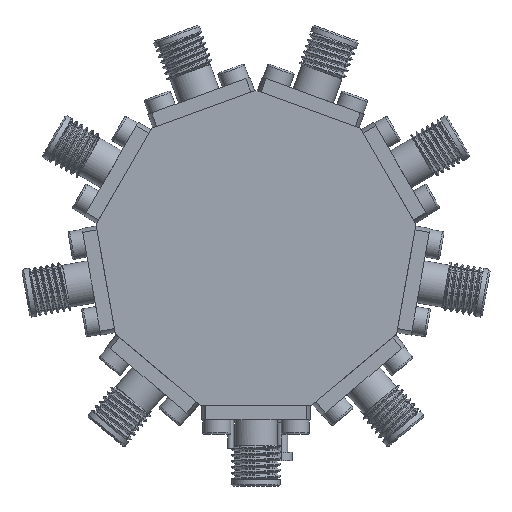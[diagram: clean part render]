
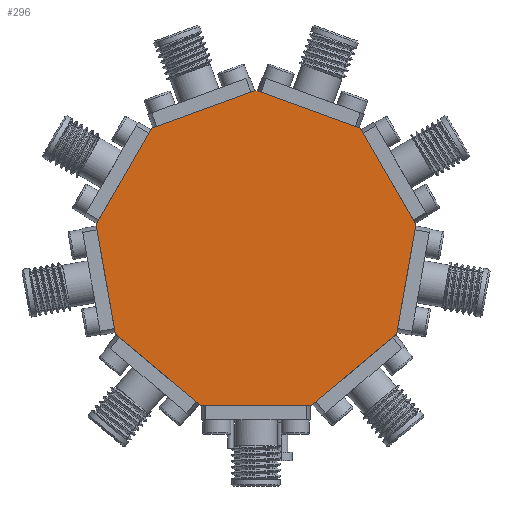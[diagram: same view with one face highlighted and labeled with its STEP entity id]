
A CAD part, top view. The second image highlights one B-rep face of the part: STEP entity #296.
In plain terms, the highlighted planar face has unit normal (0, 0, 1).
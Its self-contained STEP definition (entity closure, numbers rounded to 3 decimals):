
#149 = VERTEX_POINT ( 'NONE', #7380 ) ;
#296 = ADVANCED_FACE ( 'NONE', ( #38215 ), #24333, .T. ) ;
#466 = VERTEX_POINT ( 'NONE', #44037 ) ;
#1697 = EDGE_CURVE ( 'NONE', #466, #41064, #40182, .T. ) ;
#1836 = CARTESIAN_POINT ( 'NONE',  ( 154.388, -246.505, 12. ) ) ;
#2196 = EDGE_CURVE ( 'NONE', #3642, #40083, #38071, .T. ) ;
#2612 = LINE ( 'NONE', #36528, #41942 ) ;
#2697 = CARTESIAN_POINT ( 'NONE',  ( 144.405, -238.129, 12. ) ) ;
#3210 = CARTESIAN_POINT ( 'NONE',  ( 0., 0., 12. ) ) ;
#3642 = VERTEX_POINT ( 'NONE', #21347 ) ;
#4483 = DIRECTION ( 'NONE',  ( -0.5, 0.866, 0. ) ) ;
#7380 = CARTESIAN_POINT ( 'NONE',  ( 173.148, -214.011, 12. ) ) ;
#7858 = ORIENTED_EDGE ( 'NONE', *, *, #27649, .T. ) ;
#7890 = LINE ( 'NONE', #49543, #12792 ) ;
#8123 = DIRECTION ( 'NONE',  ( -0.94, -0.342, 0. ) ) ;
#9909 = ORIENTED_EDGE ( 'NONE', *, *, #43863, .T. ) ;
#11490 = EDGE_CURVE ( 'NONE', #149, #466, #7890, .T. ) ;
#12792 = VECTOR ( 'NONE', #41804, 1000. ) ;
#12800 = DIRECTION ( 'NONE',  ( 0.174, 0.985, 0. ) ) ;
#14245 = ORIENTED_EDGE ( 'NONE', *, *, #1697, .T. ) ;
#16731 = ORIENTED_EDGE ( 'NONE', *, *, #47904, .T. ) ;
#16996 = LINE ( 'NONE', #46452, #41907 ) ;
#17230 = VERTEX_POINT ( 'NONE', #45158 ) ;
#17265 = LINE ( 'NONE', #34207, #29411 ) ;
#18203 = LINE ( 'NONE', #27076, #24883 ) ;
#19488 = CARTESIAN_POINT ( 'NONE',  ( 179.664, -225.296, 12. ) ) ;
#20612 = ORIENTED_EDGE ( 'NONE', *, *, #39430, .T. ) ;
#21033 = LINE ( 'NONE', #29350, #54204 ) ;
#21229 = AXIS2_PLACEMENT_3D ( 'NONE', #3210, #37957, #29618 ) ;
#21332 = EDGE_LOOP ( 'NONE', ( #52771, #26953, #29236, #9909, #50746, #14245, #7858, #16731, #20612 ) ) ;
#21347 = CARTESIAN_POINT ( 'NONE',  ( 177.401, -238.129, 12. ) ) ;
#24333 = PLANE ( 'NONE',  #21229 ) ;
#24883 = VECTOR ( 'NONE', #30962, 1000. ) ;
#26529 = VECTOR ( 'NONE', #8123, 1000. ) ;
#26953 = ORIENTED_EDGE ( 'NONE', *, *, #40797, .T. ) ;
#27076 = CARTESIAN_POINT ( 'NONE',  ( 172.41, -242.317, 12. ) ) ;
#27139 = VERTEX_POINT ( 'NONE', #45683 ) ;
#27649 = EDGE_CURVE ( 'NONE', #41064, #27139, #17265, .T. ) ;
#28158 = VERTEX_POINT ( 'NONE', #2697 ) ;
#29236 = ORIENTED_EDGE ( 'NONE', *, *, #2196, .T. ) ;
#29350 = CARTESIAN_POINT ( 'NONE',  ( 160.903, -246.505, 12. ) ) ;
#29411 = VECTOR ( 'NONE', #51118, 1000. ) ;
#29618 = DIRECTION ( 'NONE',  ( 1., 0., 0. ) ) ;
#30962 = DIRECTION ( 'NONE',  ( 0.766, 0.643, 0. ) ) ;
#32201 = LINE ( 'NONE', #53290, #34553 ) ;
#34180 = CARTESIAN_POINT ( 'NONE',  ( 178.532, -231.713, 12. ) ) ;
#34207 = CARTESIAN_POINT ( 'NONE',  ( 145.4, -219.653, 12. ) ) ;
#34553 = VECTOR ( 'NONE', #54853, 1000. ) ;
#36516 = EDGE_CURVE ( 'NONE', #54138, #17230, #21033, .T. ) ;
#36528 = CARTESIAN_POINT ( 'NONE',  ( 143.274, -231.713, 12. ) ) ;
#37957 = DIRECTION ( 'NONE',  ( 0., 0., 1. ) ) ;
#38071 = LINE ( 'NONE', #34180, #43380 ) ;
#38215 = FACE_OUTER_BOUND ( 'NONE', #21332, .T. ) ;
#39430 = EDGE_CURVE ( 'NONE', #28158, #54138, #32201, .T. ) ;
#40083 = VERTEX_POINT ( 'NONE', #19488 ) ;
#40182 = LINE ( 'NONE', #45150, #26529 ) ;
#40797 = EDGE_CURVE ( 'NONE', #17230, #3642, #18203, .T. ) ;
#41064 = VERTEX_POINT ( 'NONE', #53700 ) ;
#41804 = DIRECTION ( 'NONE',  ( -0.94, 0.342, 0. ) ) ;
#41907 = VECTOR ( 'NONE', #4483, 1000. ) ;
#41942 = VECTOR ( 'NONE', #53455, 1000. ) ;
#43380 = VECTOR ( 'NONE', #12800, 1000. ) ;
#43863 = EDGE_CURVE ( 'NONE', #40083, #149, #16996, .T. ) ;
#44037 = CARTESIAN_POINT ( 'NONE',  ( 160.903, -209.554, 12. ) ) ;
#45150 = CARTESIAN_POINT ( 'NONE',  ( 154.78, -211.782, 12. ) ) ;
#45158 = CARTESIAN_POINT ( 'NONE',  ( 167.419, -246.505, 12. ) ) ;
#45683 = CARTESIAN_POINT ( 'NONE',  ( 142.142, -225.296, 12. ) ) ;
#46452 = CARTESIAN_POINT ( 'NONE',  ( 176.406, -219.653, 12. ) ) ;
#47904 = EDGE_CURVE ( 'NONE', #27139, #28158, #2612, .T. ) ;
#49543 = CARTESIAN_POINT ( 'NONE',  ( 167.026, -211.782, 12. ) ) ;
#50746 = ORIENTED_EDGE ( 'NONE', *, *, #11490, .T. ) ;
#51118 = DIRECTION ( 'NONE',  ( -0.5, -0.866, 0. ) ) ;
#52771 = ORIENTED_EDGE ( 'NONE', *, *, #36516, .T. ) ;
#53290 = CARTESIAN_POINT ( 'NONE',  ( 149.396, -242.317, 12. ) ) ;
#53455 = DIRECTION ( 'NONE',  ( 0.174, -0.985, 0. ) ) ;
#53700 = CARTESIAN_POINT ( 'NONE',  ( 148.658, -214.011, 12. ) ) ;
#54033 = DIRECTION ( 'NONE',  ( 1., 0., 0. ) ) ;
#54138 = VERTEX_POINT ( 'NONE', #1836 ) ;
#54204 = VECTOR ( 'NONE', #54033, 1000. ) ;
#54853 = DIRECTION ( 'NONE',  ( 0.766, -0.643, 0. ) ) ;
